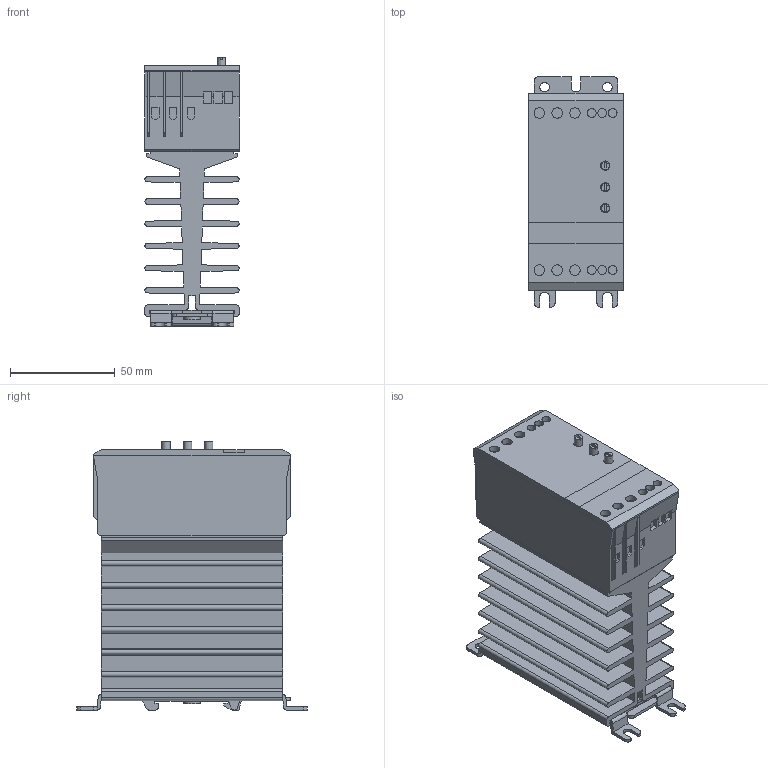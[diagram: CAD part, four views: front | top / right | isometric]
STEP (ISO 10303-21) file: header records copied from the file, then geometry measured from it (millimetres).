
FILE_DESCRIPTION((''),'2;1');
FILE_NAME('Module 45 SMC3.stp','2013-10-28T14:58:18',('PM'),(''),'Autodesk Inventor 2013','Autodesk Inventor 2013','');
FILE_SCHEMA(('AUTOMOTIVE_DESIGN { 1 0 10303 214 1 1 1 1 }'));
Length unit declared in the file: millimetre
Products named in the file (7): Module 45 SMC; 45 LED cover; 45 Cover; 45 House M3; 45 Heatsink; DIN rail; Switch
Assembly tree (8 placements, depth 2):
  Module 45 SMC
    45 LED cover
    45 Cover
    45 House M3
    45 Heatsink
    DIN rail
    Switch  x3
Bounding box: 45 x 110 x 128.4 mm (x, y, z)
Volume: 309357.1 mm3; surface area: 107403.7 mm2
Topology: 8 solids, 8 shells, 439 faces, 1177 edges, 778 vertices
Faces by surface type: plane 348, cylinder 90, cone 1
Full cylindrical faces by diameter (mm): 4 x3, 4.2 x6, 4.4 x9, 4.5 x2, 5 x6, 6 x6, 8 x1
Entity records: 13020 total; most frequent: CARTESIAN_POINT 2249, ORIENTED_EDGE 2168, DIRECTION 2125, EDGE_CURVE 1084, VECTOR 907, LINE 907, VERTEX_POINT 733, AXIS2_PLACEMENT_3D 609
